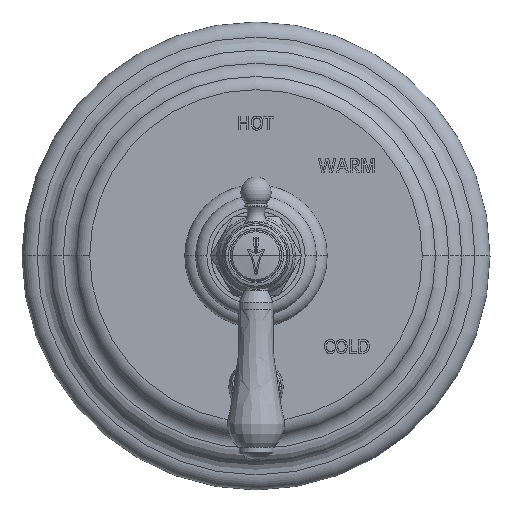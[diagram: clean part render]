
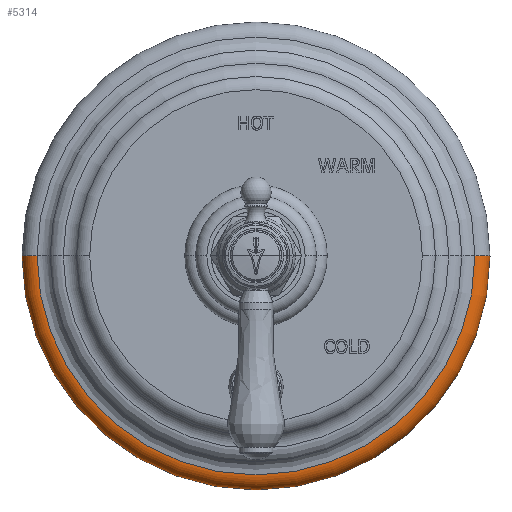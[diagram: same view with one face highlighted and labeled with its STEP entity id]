
A CAD part, top view. The second image highlights one B-rep face of the part: STEP entity #5314.
In plain terms, the highlighted toroidal (fillet/blend) face has major radius 92.075 mm and minor radius 6.35 mm.
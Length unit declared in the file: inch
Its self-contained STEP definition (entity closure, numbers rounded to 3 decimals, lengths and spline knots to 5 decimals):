
#2=CARTESIAN_POINT('',(0.,0.,0.));
#3=DIRECTION('',(0.,0.,-1.));
#4=DIRECTION('',(1.,0.,0.));
#5=AXIS2_PLACEMENT_3D('',#2,#3,#4);
#12=CARTESIAN_POINT('',(3.625,0.,0.));
#13=DIRECTION('',(0.,-1.,0.));
#14=DIRECTION('',(1.,0.,0.));
#15=AXIS2_PLACEMENT_3D('',#12,#13,#14);
#17=CARTESIAN_POINT('',(-3.625,0.,0.));
#18=DIRECTION('',(0.,1.,0.));
#19=DIRECTION('',(-1.,0.,0.));
#20=AXIS2_PLACEMENT_3D('',#17,#18,#19);
#37=CARTESIAN_POINT('',(0.,0.,0.25));
#38=DIRECTION('',(0.,0.,-1.));
#39=DIRECTION('',(1.,0.,0.));
#40=AXIS2_PLACEMENT_3D('',#37,#38,#39);
#4440=CARTESIAN_POINT('',(3.625,0.,0.25));
#4442=VERTEX_POINT('',#4440);
#4450=CARTESIAN_POINT('',(-3.625,0.,0.25));
#4452=VERTEX_POINT('',#4450);
#4912=CARTESIAN_POINT('',(3.875,0.,0.));
#4913=CARTESIAN_POINT('',(-3.875,0.,0.));
#4914=VERTEX_POINT('',#4912);
#4915=VERTEX_POINT('',#4913);
#5299=CARTESIAN_POINT('',(0.,0.,0.));
#5300=DIRECTION('',(0.,0.,-1.));
#5301=DIRECTION('',(-1.,0.,0.));
#5302=AXIS2_PLACEMENT_3D('',#5299,#5300,#5301);
#5303=TOROIDAL_SURFACE('',#5302,3.625,0.25);
#5305=ORIENTED_EDGE('',*,*,#5304,.T.);
#5307=ORIENTED_EDGE('',*,*,#5306,.T.);
#5309=ORIENTED_EDGE('',*,*,#5308,.F.);
#5311=ORIENTED_EDGE('',*,*,#5310,.F.);
#5312=EDGE_LOOP('',(#5305,#5307,#5309,#5311));
#5313=FACE_OUTER_BOUND('',#5312,.F.);
#5314=ADVANCED_FACE('',(#5313),#5303,.T.);
#6=CIRCLE('',#5,3.875);
#16=CIRCLE('',#15,0.25);
#21=CIRCLE('',#20,0.25);
#41=CIRCLE('',#40,3.625);
#5304=EDGE_CURVE('',#4914,#4915,#6,.T.);
#5306=EDGE_CURVE('',#4915,#4452,#21,.T.);
#5308=EDGE_CURVE('',#4442,#4452,#41,.T.);
#5310=EDGE_CURVE('',#4914,#4442,#16,.T.);
